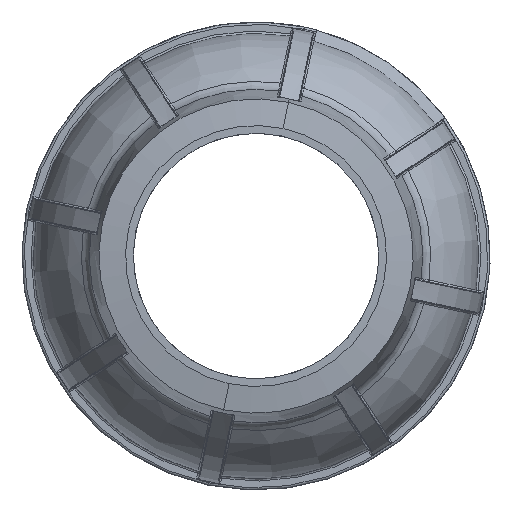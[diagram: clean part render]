
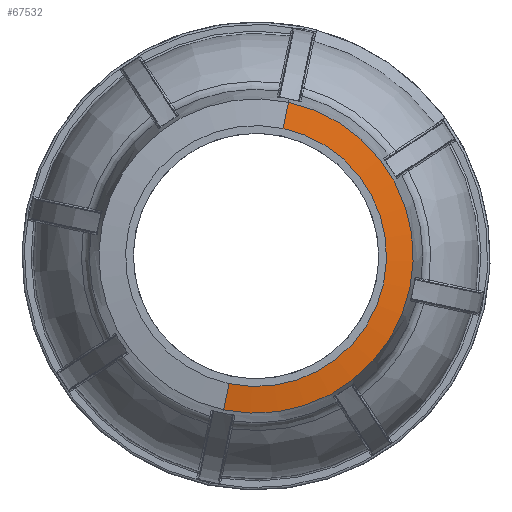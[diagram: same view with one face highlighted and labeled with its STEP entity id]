
A CAD part, left-side view. The second image highlights one B-rep face of the part: STEP entity #67532.
In plain terms, the highlighted conical face has half-angle 82 degrees and reference radius 17.28 mm.
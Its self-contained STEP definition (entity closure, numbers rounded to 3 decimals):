
#1925 = LINE ( 'NONE', #24976, #21540 ) ;
#1926 = LINE ( 'NONE', #24981, #21543 ) ;
#8313 = AXIS2_PLACEMENT_3D ( 'NONE', #11557, #11558, #11559 ) ;
#8315 = CONICAL_SURFACE ( 'NONE', #8313, 17.28, 1.431 ) ;
#11557 = CARTESIAN_POINT ( 'NONE',  ( -58.15, 0., 0. ) ) ;
#11558 = DIRECTION ( 'NONE',  ( 1., 0., 0. ) ) ;
#11559 = DIRECTION ( 'NONE',  ( 0., -0.206, 0.978 ) ) ;
#16600 = CARTESIAN_POINT ( 'NONE',  ( -57.654, -4.295, 20.363 ) ) ;
#16601 = CARTESIAN_POINT ( 'NONE',  ( -57.654, 4.295, -20.363 ) ) ;
#16628 = CARTESIAN_POINT ( 'NONE',  ( -58.15, 3.566, -16.908 ) ) ;
#16629 = CARTESIAN_POINT ( 'NONE',  ( -58.15, -3.566, 16.908 ) ) ;
#21503 = CIRCLE ( 'NONE', #21505, 20.811 ) ;
#21505 = AXIS2_PLACEMENT_3D ( 'NONE', #24852, #24853, #24854 ) ;
#21539 = CIRCLE ( 'NONE', #21541, 17.28 ) ;
#21540 = VECTOR ( 'NONE', #24977, 1000. ) ;
#21541 = AXIS2_PLACEMENT_3D ( 'NONE', #24978, #24979, #24980 ) ;
#21543 = VECTOR ( 'NONE', #24982, 1000. ) ;
#24852 = CARTESIAN_POINT ( 'NONE',  ( -57.654, 0., 0. ) ) ;
#24853 = DIRECTION ( 'NONE',  ( 1., 0., 0. ) ) ;
#24854 = DIRECTION ( 'NONE',  ( 0., 0.206, -0.978 ) ) ;
#24976 = CARTESIAN_POINT ( 'NONE',  ( -58.15, 3.566, -16.908 ) ) ;
#24977 = DIRECTION ( 'NONE',  ( 0.139, 0.204, -0.969 ) ) ;
#24978 = CARTESIAN_POINT ( 'NONE',  ( -58.15, 0., 0. ) ) ;
#24979 = DIRECTION ( 'NONE',  ( -1., 0., 0. ) ) ;
#24980 = DIRECTION ( 'NONE',  ( 0., -0.206, 0.978 ) ) ;
#24981 = CARTESIAN_POINT ( 'NONE',  ( -58.15, -3.566, 16.908 ) ) ;
#24982 = DIRECTION ( 'NONE',  ( 0.139, -0.204, 0.969 ) ) ;
#47229 = FACE_OUTER_BOUND ( 'NONE', #57199, .T. ) ;
#55484 = VERTEX_POINT ( 'NONE', #16600 ) ;
#55485 = VERTEX_POINT ( 'NONE', #16601 ) ;
#55512 = VERTEX_POINT ( 'NONE', #16628 ) ;
#55513 = VERTEX_POINT ( 'NONE', #16629 ) ;
#57199 = EDGE_LOOP ( 'NONE', ( #62333, #62335, #62334, #62336 ) ) ;
#61059 = EDGE_CURVE ( 'NONE', #55484, #55485, #21503, .T. ) ;
#61090 = EDGE_CURVE ( 'NONE', #55512, #55485, #1925, .T. ) ;
#61091 = EDGE_CURVE ( 'NONE', #55512, #55513, #21539, .T. ) ;
#61092 = EDGE_CURVE ( 'NONE', #55513, #55484, #1926, .T. ) ;
#62333 = ORIENTED_EDGE ( 'NONE', *, *, #61091, .F. ) ;
#62334 = ORIENTED_EDGE ( 'NONE', *, *, #61059, .F. ) ;
#62335 = ORIENTED_EDGE ( 'NONE', *, *, #61090, .T. ) ;
#62336 = ORIENTED_EDGE ( 'NONE', *, *, #61092, .F. ) ;
#67532 = ADVANCED_FACE ( 'NONE', ( #47229 ), #8315, .T. ) ;
